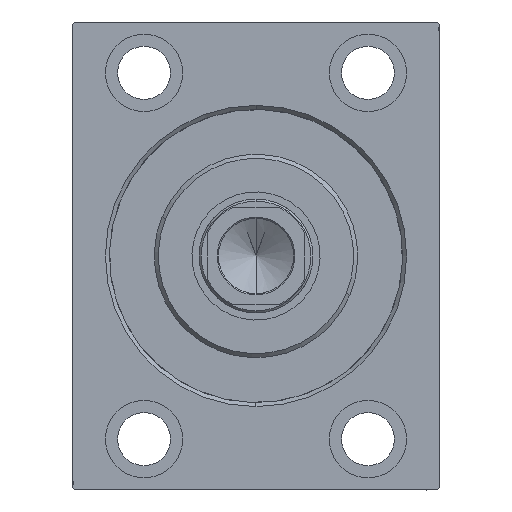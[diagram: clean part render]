
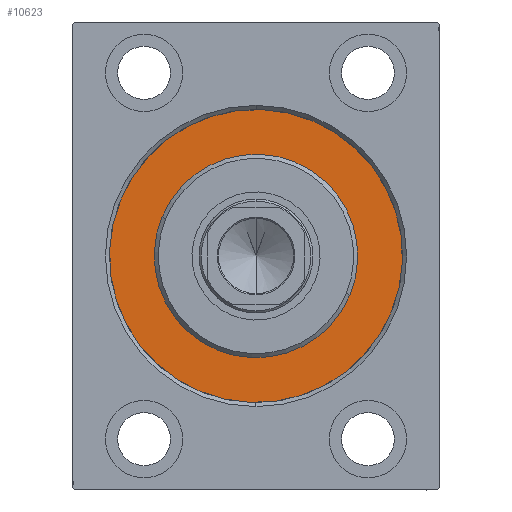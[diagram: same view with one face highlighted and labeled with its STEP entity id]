
A CAD part, left-side view. The second image highlights one B-rep face of the part: STEP entity #10623.
In plain terms, the highlighted face is planar.
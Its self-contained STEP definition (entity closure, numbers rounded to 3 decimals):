
#967 = DIRECTION ( 'NONE',  ( -1., 0., 0. ) ) ;
#1561 = DIRECTION ( 'NONE',  ( 0., 0., 1. ) ) ;
#1810 = DIRECTION ( 'NONE',  ( 0., 0., -1. ) ) ;
#8351 = AXIS2_PLACEMENT_3D ( 'NONE', #43202, #26019, #36193 ) ;
#10073 = CIRCLE ( 'NONE', #12245, 36. ) ;
#10623 = ADVANCED_FACE ( 'NONE', ( #29145, #32537 ), #39090, .F. ) ;
#11976 = DIRECTION ( 'NONE',  ( -1., 0., 0. ) ) ;
#12002 = AXIS2_PLACEMENT_3D ( 'NONE', #43159, #42932, #18287 ) ;
#12245 = AXIS2_PLACEMENT_3D ( 'NONE', #24333, #967, #20931 ) ;
#17855 = CARTESIAN_POINT ( 'NONE',  ( 0., 0., 25. ) ) ;
#18046 = EDGE_CURVE ( 'NONE', #34583, #33666, #39652, .T. ) ;
#18276 = CARTESIAN_POINT ( 'NONE',  ( 0., 0., -36. ) ) ;
#18287 = DIRECTION ( 'NONE',  ( 0., 0., 1. ) ) ;
#20462 = CARTESIAN_POINT ( 'NONE',  ( 0., 0., 0. ) ) ;
#20931 = DIRECTION ( 'NONE',  ( 0., 0., 1. ) ) ;
#20944 = AXIS2_PLACEMENT_3D ( 'NONE', #33022, #40010, #1810 ) ;
#21492 = ORIENTED_EDGE ( 'NONE', *, *, #25497, .F. ) ;
#21663 = ORIENTED_EDGE ( 'NONE', *, *, #18046, .F. ) ;
#23096 = CIRCLE ( 'NONE', #20944, 25. ) ;
#24333 = CARTESIAN_POINT ( 'NONE',  ( 0., 0., 0. ) ) ;
#25075 = EDGE_CURVE ( 'NONE', #33666, #34583, #10073, .T. ) ;
#25497 = EDGE_CURVE ( 'NONE', #36775, #26534, #23096, .T. ) ;
#26019 = DIRECTION ( 'NONE',  ( 1., 0., 0. ) ) ;
#26534 = VERTEX_POINT ( 'NONE', #33278 ) ;
#27042 = EDGE_LOOP ( 'NONE', ( #21492, #40008 ) ) ;
#29145 = FACE_BOUND ( 'NONE', #27042, .T. ) ;
#32537 = FACE_OUTER_BOUND ( 'NONE', #33331, .T. ) ;
#33022 = CARTESIAN_POINT ( 'NONE',  ( 0., 0., 0. ) ) ;
#33278 = CARTESIAN_POINT ( 'NONE',  ( 0., 0., -25. ) ) ;
#33331 = EDGE_LOOP ( 'NONE', ( #21663, #35331 ) ) ;
#33666 = VERTEX_POINT ( 'NONE', #36451 ) ;
#34583 = VERTEX_POINT ( 'NONE', #18276 ) ;
#35331 = ORIENTED_EDGE ( 'NONE', *, *, #25075, .F. ) ;
#36193 = DIRECTION ( 'NONE',  ( 0., 0., -1. ) ) ;
#36451 = CARTESIAN_POINT ( 'NONE',  ( 0., 0., 36. ) ) ;
#36775 = VERTEX_POINT ( 'NONE', #17855 ) ;
#37228 = CIRCLE ( 'NONE', #8351, 25. ) ;
#39090 = PLANE ( 'NONE',  #12002 ) ;
#39652 = CIRCLE ( 'NONE', #43269, 36. ) ;
#40008 = ORIENTED_EDGE ( 'NONE', *, *, #41870, .F. ) ;
#40010 = DIRECTION ( 'NONE',  ( 1., 0., 0. ) ) ;
#41870 = EDGE_CURVE ( 'NONE', #26534, #36775, #37228, .T. ) ;
#42932 = DIRECTION ( 'NONE',  ( -1., 0., 0. ) ) ;
#43159 = CARTESIAN_POINT ( 'NONE',  ( 0., 0., 0. ) ) ;
#43202 = CARTESIAN_POINT ( 'NONE',  ( 0., 0., 0. ) ) ;
#43269 = AXIS2_PLACEMENT_3D ( 'NONE', #20462, #11976, #1561 ) ;
